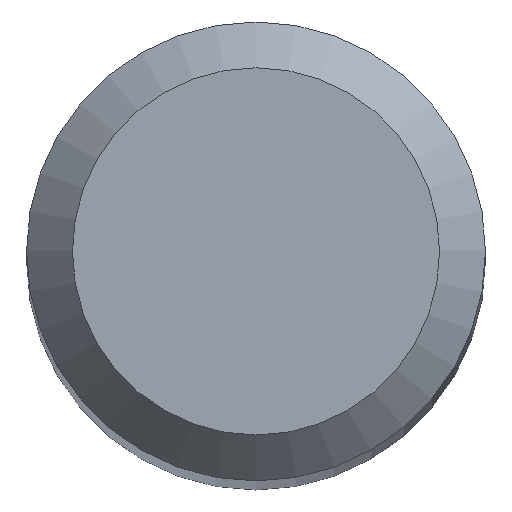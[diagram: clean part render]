
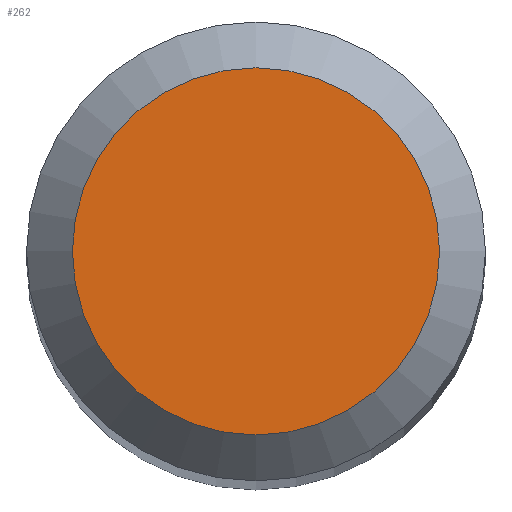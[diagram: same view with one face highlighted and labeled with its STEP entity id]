
A CAD part, top view. The second image highlights one B-rep face of the part: STEP entity #262.
In plain terms, the highlighted planar face has unit normal (0, 0, 1).
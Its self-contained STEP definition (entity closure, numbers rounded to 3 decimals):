
#54 = FACE_OUTER_BOUND ( 'NONE', #276, .T. ) ;
#63 = ORIENTED_EDGE ( 'NONE', *, *, #179, .F. ) ;
#91 = CARTESIAN_POINT ( 'NONE',  ( 0., 0., 61. ) ) ;
#97 = DIRECTION ( 'NONE',  ( 0., 1., 0. ) ) ;
#100 = PLANE ( 'NONE',  #136 ) ;
#123 = DIRECTION ( 'NONE',  ( 0., 0., -1. ) ) ;
#136 = AXIS2_PLACEMENT_3D ( 'NONE', #221, #123, #242 ) ;
#148 = CARTESIAN_POINT ( 'NONE',  ( 0., 1.2, 61. ) ) ;
#163 = CIRCLE ( 'NONE', #258, 1.2 ) ;
#165 = DIRECTION ( 'NONE',  ( 0., 0., -1. ) ) ;
#179 = EDGE_CURVE ( 'NONE', #289, #289, #163, .T. ) ;
#221 = CARTESIAN_POINT ( 'NONE',  ( 0., 0., 61. ) ) ;
#242 = DIRECTION ( 'NONE',  ( 0., 1., 0. ) ) ;
#258 = AXIS2_PLACEMENT_3D ( 'NONE', #91, #165, #97 ) ;
#262 = ADVANCED_FACE ( 'NONE', ( #54 ), #100, .F. ) ;
#276 = EDGE_LOOP ( 'NONE', ( #63 ) ) ;
#289 = VERTEX_POINT ( 'NONE', #148 ) ;
